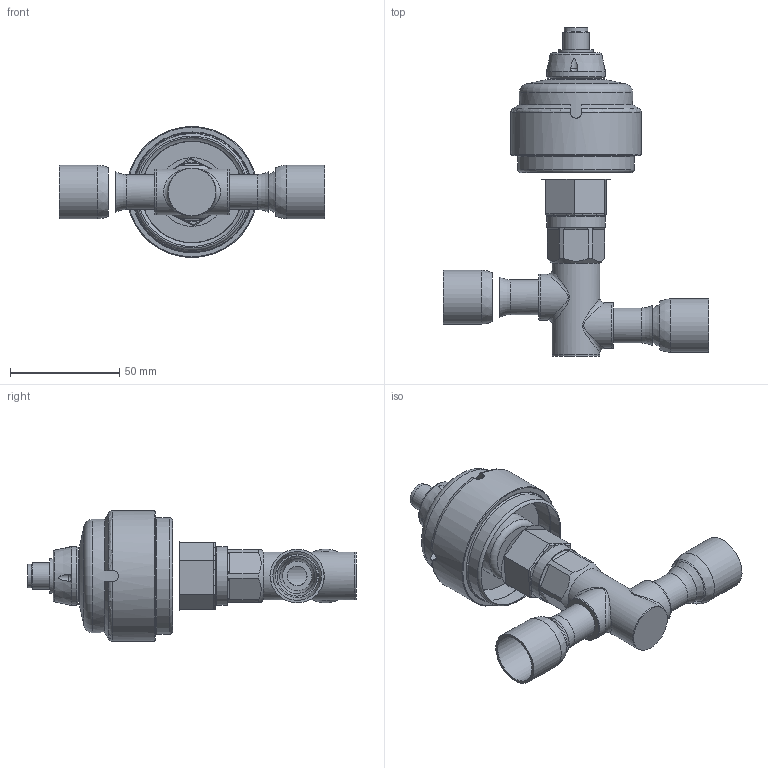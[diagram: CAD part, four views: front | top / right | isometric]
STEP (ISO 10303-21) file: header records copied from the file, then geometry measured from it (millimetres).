
FILE_DESCRIPTION(/* description */ (''),/* implementation_level */ '2;1');
FILE_NAME(/* name */ '034G4203R.stp',/* time_stamp */ '2022-08-22T14:27:06+03:00',/* author */ ('U403152'),/* organization */ (''),/* preprocessor_version */ 'ST-DEVELOPER v18.1',/* originating_system */ 'Autodesk Inventor 2020',/* authorisation */ '');
FILE_SCHEMA (('AUTOMOTIVE_DESIGN { 1 0 10303 214 3 1 1 }'));
Length unit declared in the file: millimetre
Products named in the file (1): Part1
Bounding box: 122 x 150.5 x 60 mm (x, y, z)
Volume: 101504.7 mm3; surface area: 48541.8 mm2
Topology: 1 solids, 5 shells, 256 faces, 725 edges, 502 vertices
Faces by surface type: cylinder 110, plane 66, bspline 27, cone 24, torus 19, sphere 10
Full cylindrical faces by diameter (mm): 1 x8, 9 x3, 9.2 x1, 10 x1, 11 x1, 12 x1, 12.35 x1, 13.6 x2, 14 x1, 16 x3, 16.1 x1, 16.25 x1, 18.4 x1, 18.8 x1, 18.918 x6, 19 x1, 19.783 x7, 20 x1, 20.5 x1, 21 x2, 22 x1, 22.3 x2, 24 x1, 24.7 x2, 27 x2, 46 x1, 46.5 x1, 49.9 x1, 52 x1, 53.5 x2
Entity records: 16741 total; most frequent: CARTESIAN_POINT 9877, ORIENTED_EDGE 1428, DIRECTION 1373, EDGE_CURVE 714, AXIS2_PLACEMENT_3D 586, VERTEX_POINT 502, CIRCLE 342, EDGE_LOOP 298
